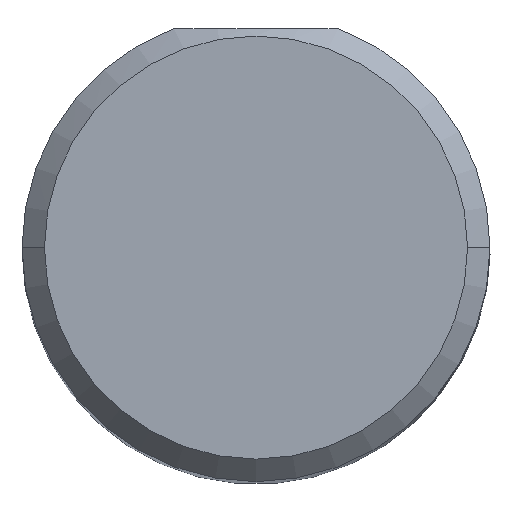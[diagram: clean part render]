
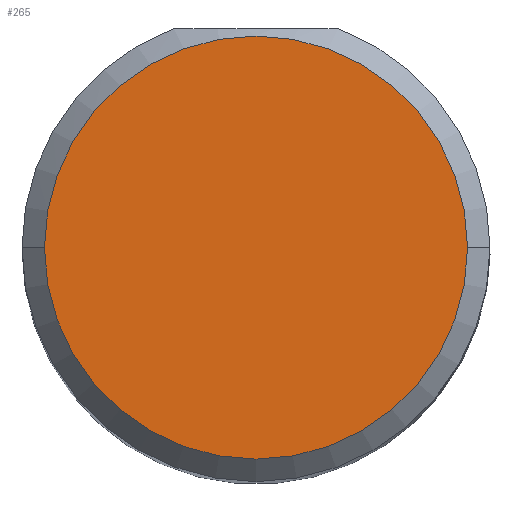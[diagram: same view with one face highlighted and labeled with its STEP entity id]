
A CAD part, top view. The second image highlights one B-rep face of the part: STEP entity #265.
In plain terms, the highlighted planar face has unit normal (0, 0, 1).
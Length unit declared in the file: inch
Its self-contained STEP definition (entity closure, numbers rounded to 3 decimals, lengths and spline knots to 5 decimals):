
#21 = CARTESIAN_POINT ( 'NONE',  ( 0., 0., 2.5 ) ) ;
#50 = ORIENTED_EDGE ( 'NONE', *, *, #657, .T. ) ;
#77 = CARTESIAN_POINT ( 'NONE',  ( 0., 0., 2.5 ) ) ;
#125 = VERTEX_POINT ( 'NONE', #145 ) ;
#145 = CARTESIAN_POINT ( 'NONE',  ( -0.14125, 0., 2.5 ) ) ;
#170 = EDGE_CURVE ( 'NONE', #125, #424, #395, .T. ) ;
#190 = DIRECTION ( 'NONE',  ( 1., 0., 0. ) ) ;
#222 = ORIENTED_EDGE ( 'NONE', *, *, #170, .T. ) ;
#254 = AXIS2_PLACEMENT_3D ( 'NONE', #21, #255, #375 ) ;
#255 = DIRECTION ( 'NONE',  ( 0., 0., 1. ) ) ;
#265 = ADVANCED_FACE ( 'NONE', ( #374 ), #486, .T. ) ;
#302 = AXIS2_PLACEMENT_3D ( 'NONE', #324, #626, #617 ) ;
#324 = CARTESIAN_POINT ( 'NONE',  ( 0., 0., 2.5 ) ) ;
#374 = FACE_OUTER_BOUND ( 'NONE', #528, .T. ) ;
#375 = DIRECTION ( 'NONE',  ( 1., 0., 0. ) ) ;
#395 = CIRCLE ( 'NONE', #302, 0.14125 ) ;
#424 = VERTEX_POINT ( 'NONE', #555 ) ;
#486 = PLANE ( 'NONE',  #647 ) ;
#506 = CIRCLE ( 'NONE', #254, 0.14125 ) ;
#528 = EDGE_LOOP ( 'NONE', ( #222, #50 ) ) ;
#555 = CARTESIAN_POINT ( 'NONE',  ( 0.14125, 0., 2.5 ) ) ;
#617 = DIRECTION ( 'NONE',  ( 1., 0., 0. ) ) ;
#626 = DIRECTION ( 'NONE',  ( 0., 0., 1. ) ) ;
#647 = AXIS2_PLACEMENT_3D ( 'NONE', #77, #723, #190 ) ;
#657 = EDGE_CURVE ( 'NONE', #424, #125, #506, .T. ) ;
#723 = DIRECTION ( 'NONE',  ( 0., 0., 1. ) ) ;
